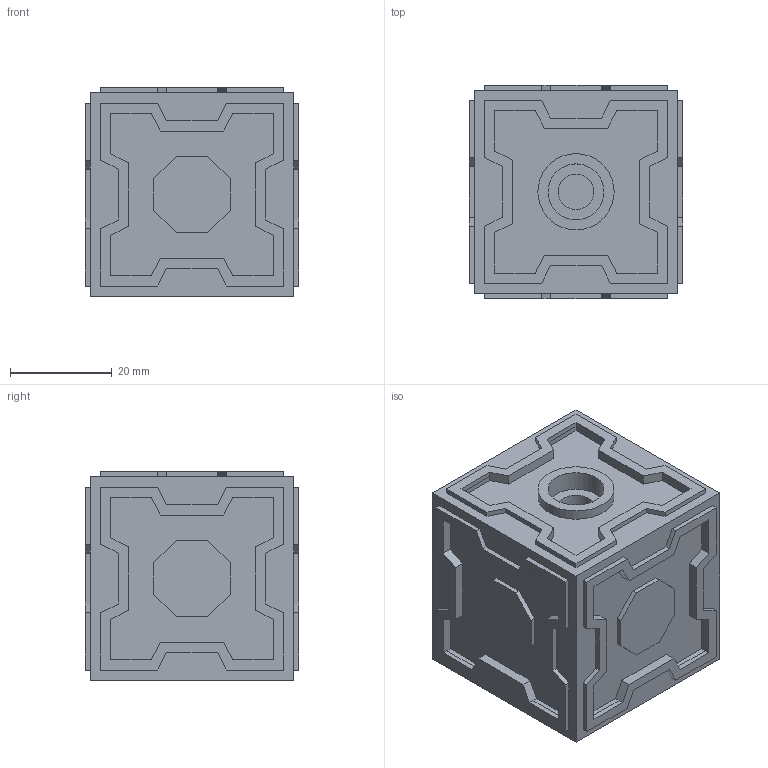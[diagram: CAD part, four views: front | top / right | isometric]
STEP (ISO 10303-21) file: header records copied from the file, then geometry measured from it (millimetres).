
FILE_DESCRIPTION(/* description */ (''),/* implementation_level */ '2;1');
FILE_NAME(/* name */ 'Mr. Meeseeks Box v4.step',/* time_stamp */ '2021-07-11T12:53:55+02:00',/* author */ (''),/* organization */ (''),/* preprocessor_version */ 'ST-DEVELOPER v18.1',/* originating_system */ 'Autodesk Translation Framework v10.9.0.1377',/* authorisation */ '');
FILE_SCHEMA (('AUTOMOTIVE_DESIGN { 1 0 10303 214 3 1 1 }'));
Length unit declared in the file: millimetre
Products named in the file (2): Mr. Meeseeks Box; Component3
Assembly tree (1 placements, depth 2):
  Mr. Meeseeks Box
    Component3
Bounding box: 42 x 42 x 41 mm (x, y, z)
Volume: 19490.7 mm3; surface area: 20459.2 mm2
Topology: 3 solids, 3 shells, 286 faces, 795 edges, 530 vertices
Faces by surface type: plane 282, cylinder 4
Full cylindrical faces by diameter (mm): 7 x1, 11 x2, 15 x1
Entity records: 9034 total; most frequent: CARTESIAN_POINT 1614, ORIENTED_EDGE 1590, DIRECTION 1383, EDGE_CURVE 795, LINE 785, VECTOR 785, VERTEX_POINT 530, EDGE_LOOP 307
